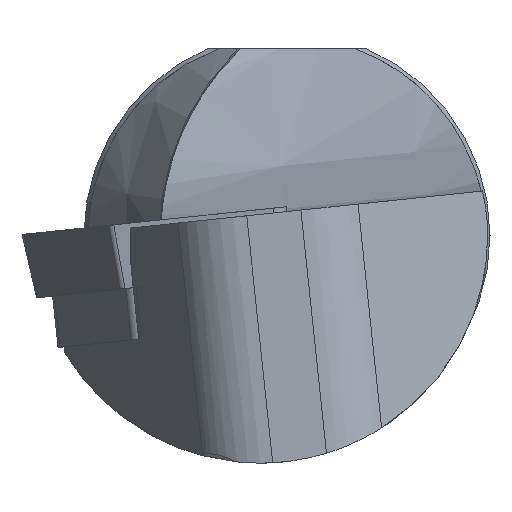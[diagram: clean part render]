
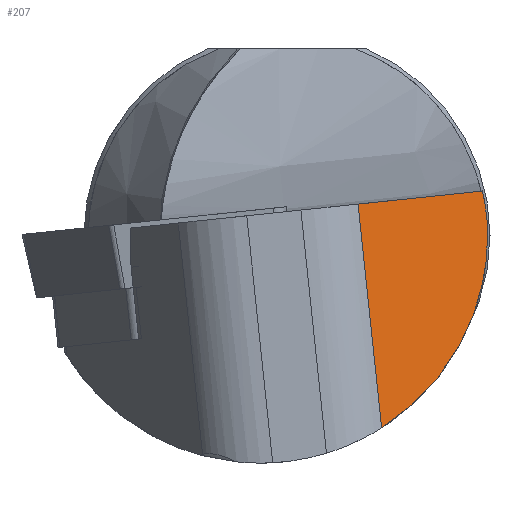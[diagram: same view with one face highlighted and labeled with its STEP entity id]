
A CAD part, left-side view. The second image highlights one B-rep face of the part: STEP entity #207.
In plain terms, the highlighted planar face has unit normal (-0.707, -0.703, 0.074).
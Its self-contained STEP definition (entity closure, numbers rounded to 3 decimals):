
#158=ELLIPSE('',#1102,19.799,14.);
#159=ELLIPSE('',#1103,17.466,12.35);
#207=ADVANCED_FACE('',(#288),#259,.F.);
#259=PLANE('',#1104);
#288=FACE_OUTER_BOUND('',#341,.T.);
#341=EDGE_LOOP('',(#588,#589,#590,#591));
#403=LINE('',#1519,#470);
#416=LINE('',#2408,#483);
#470=VECTOR('',#1221,1.);
#483=VECTOR('',#1260,1.);
#588=ORIENTED_EDGE('',*,*,#928,.F.);
#589=ORIENTED_EDGE('',*,*,#955,.F.);
#590=ORIENTED_EDGE('',*,*,#956,.T.);
#591=ORIENTED_EDGE('',*,*,#957,.T.);
#831=VERTEX_POINT('',#1518);
#832=VERTEX_POINT('',#1520);
#851=VERTEX_POINT('',#2409);
#852=VERTEX_POINT('',#2411);
#928=EDGE_CURVE('',#831,#832,#403,.T.);
#955=EDGE_CURVE('',#851,#831,#416,.T.);
#956=EDGE_CURVE('',#851,#852,#158,.T.);
#957=EDGE_CURVE('',#852,#832,#159,.T.);
#1102=AXIS2_PLACEMENT_3D('',#2410,#1261,#1262);
#1103=AXIS2_PLACEMENT_3D('',#2412,#1263,#1264);
#1104=AXIS2_PLACEMENT_3D('',#2413,#1265,#1266);
#1221=DIRECTION('',(0.707,-0.703,0.074));
#1260=DIRECTION('',(0.,0.105,0.995));
#1261=DIRECTION('',(-0.707,-0.703,0.074));
#1262=DIRECTION('',(0.707,-0.703,0.074));
#1263=DIRECTION('',(-0.707,-0.703,0.074));
#1264=DIRECTION('',(0.707,-0.703,0.074));
#1265=DIRECTION('',(0.707,0.703,-0.074));
#1266=DIRECTION('',(0.705,-0.709,0.));
#1518=CARTESIAN_POINT('',(1.464,-4.378,1.945));
#1519=CARTESIAN_POINT('',(1.464,-4.378,1.945));
#1520=CARTESIAN_POINT('',(9.168,-12.04,2.751));
#2408=CARTESIAN_POINT('',(1.464,-7.483,-27.592));
#2409=CARTESIAN_POINT('',(1.464,-5.827,-11.836));
#2410=CARTESIAN_POINT('',(-4.734,1.65,0.));
#2411=CARTESIAN_POINT('',(9.189,-12.35,0.));
#2412=CARTESIAN_POINT('',(-3.093,0.,0.));
#2413=CARTESIAN_POINT('',(14.321,-20.269,-26.248));
